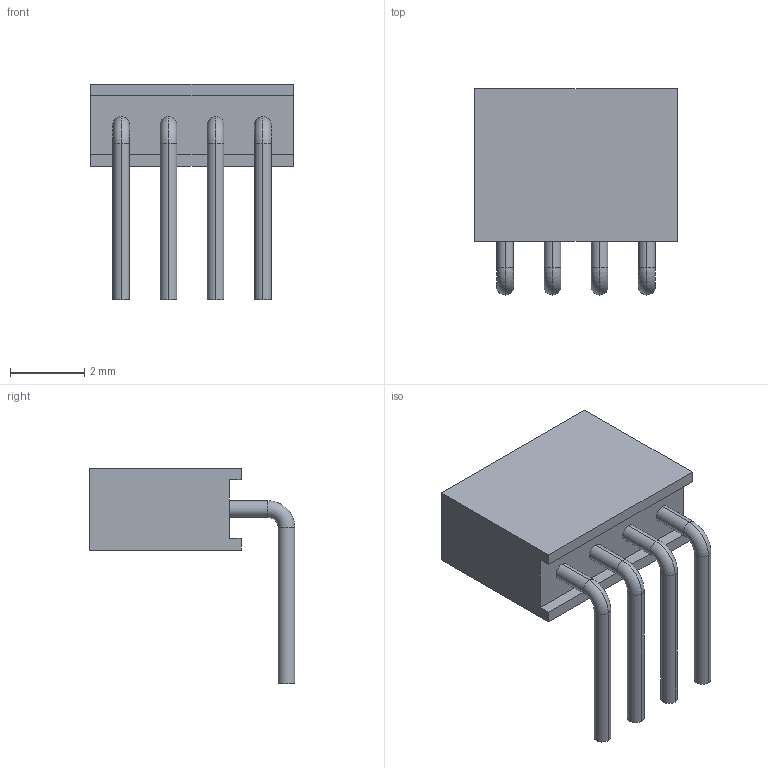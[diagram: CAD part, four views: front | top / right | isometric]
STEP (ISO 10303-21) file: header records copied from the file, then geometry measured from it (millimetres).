
FILE_DESCRIPTION((''),'2;1');
FILE_NAME('MIL-MAX_851-43-004-20-001000.stp','2012-04-19T11:40:02',(''),(''),'Mechanical Desktop 2011','Mechanical Desktop 2011',', , ');
FILE_SCHEMA(('AUTOMOTIVE_DESIGN { 1 2 10303 214 1 1 1 1 }'));
Length unit declared in the file: millimetre
Products named in the file (1): Product
Bounding box: 5.46 x 5.53 x 5.81 mm (x, y, z)
Volume: 48.2 mm3; surface area: 133.8 mm2
Topology: 5 solids, 5 shells, 62 faces, 120 edges, 72 vertices
Faces by surface type: cylinder 24, plane 15, torus 8, cone 8, bspline 7
Entity records: 1624 total; most frequent: DIRECTION 296, CARTESIAN_POINT 276, ORIENTED_EDGE 240, AXIS2_PLACEMENT_3D 120, EDGE_CURVE 120, VERTEX_POINT 72, EDGE_LOOP 66, CIRCLE 64
